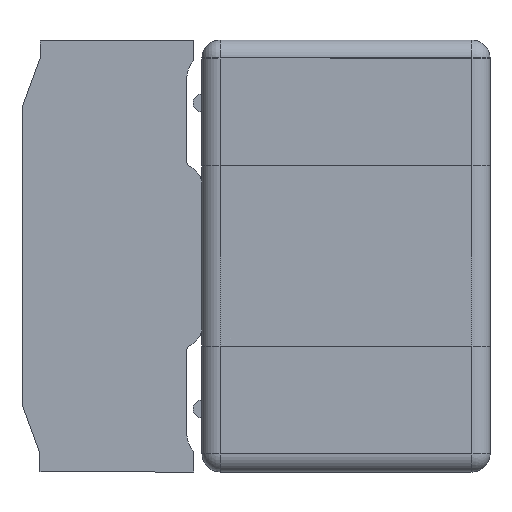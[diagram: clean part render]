
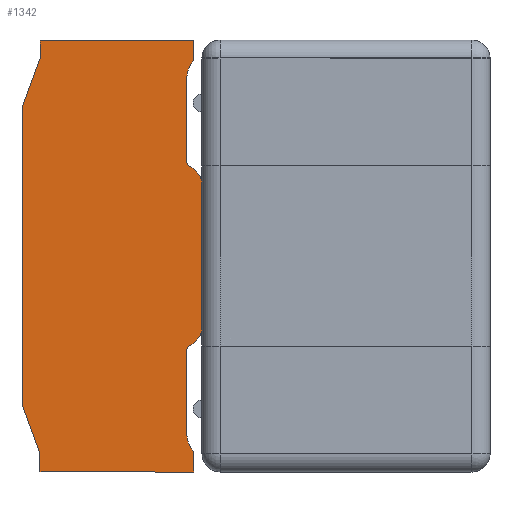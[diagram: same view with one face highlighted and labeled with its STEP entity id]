
A CAD part, left-side view. The second image highlights one B-rep face of the part: STEP entity #1342.
In plain terms, the highlighted planar face has unit normal (-1, 0, 0).
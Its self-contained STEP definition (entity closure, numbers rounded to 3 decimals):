
#25 = VERTEX_POINT ( 'NONE', #3911 ) ;
#38 = VECTOR ( 'NONE', #884, 1000. ) ;
#172 = AXIS2_PLACEMENT_3D ( 'NONE', #11431, #5560, #6458 ) ;
#402 = DIRECTION ( 'NONE',  ( 0., 0., -1. ) ) ;
#601 = EDGE_CURVE ( 'NONE', #5355, #1655, #6046, .T. ) ;
#634 = EDGE_CURVE ( 'NONE', #7259, #7314, #2588, .T. ) ;
#651 = CARTESIAN_POINT ( 'NONE',  ( -1., 0.842, -0.496 ) ) ;
#660 = ORIENTED_EDGE ( 'NONE', *, *, #634, .T. ) ;
#699 = DIRECTION ( 'NONE',  ( 0., -0.342, -0.94 ) ) ;
#884 = DIRECTION ( 'NONE',  ( 0., 0., 1. ) ) ;
#1255 = ORIENTED_EDGE ( 'NONE', *, *, #2227, .T. ) ;
#1296 = VECTOR ( 'NONE', #10403, 1000. ) ;
#1342 = ADVANCED_FACE ( 'NONE', ( #1713 ), #5755, .F. ) ;
#1383 = CARTESIAN_POINT ( 'NONE',  ( -1., 0.8, 0.196 ) ) ;
#1405 = CARTESIAN_POINT ( 'NONE',  ( -1., 0.842, -0.262 ) ) ;
#1435 = VERTEX_POINT ( 'NONE', #6342 ) ;
#1561 = VERTEX_POINT ( 'NONE', #3784 ) ;
#1629 = VECTOR ( 'NONE', #12473, 1000. ) ;
#1655 = VERTEX_POINT ( 'NONE', #11701 ) ;
#1713 = FACE_OUTER_BOUND ( 'NONE', #8598, .T. ) ;
#1912 = CARTESIAN_POINT ( 'NONE',  ( -1., 0.826, -0.262 ) ) ;
#2036 = VECTOR ( 'NONE', #6194, 1000. ) ;
#2069 = CIRCLE ( 'NONE', #4927, 0.067 ) ;
#2227 = EDGE_CURVE ( 'NONE', #1435, #6126, #2069, .T. ) ;
#2245 = AXIS2_PLACEMENT_3D ( 'NONE', #3425, #6364, #4260 ) ;
#2320 = ORIENTED_EDGE ( 'NONE', *, *, #9639, .T. ) ;
#2328 = VECTOR ( 'NONE', #12399, 1000. ) ;
#2375 = ORIENTED_EDGE ( 'NONE', *, *, #2696, .T. ) ;
#2481 = DIRECTION ( 'NONE',  ( 0., 0., -1. ) ) ;
#2588 = CIRCLE ( 'NONE', #2245, 0.056 ) ;
#2591 = CARTESIAN_POINT ( 'NONE',  ( -1., 0.822, 0.543 ) ) ;
#2662 = VECTOR ( 'NONE', #402, 1000. ) ;
#2696 = EDGE_CURVE ( 'NONE', #5533, #12479, #11774, .T. ) ;
#2721 = VERTEX_POINT ( 'NONE', #9427 ) ;
#2743 = AXIS2_PLACEMENT_3D ( 'NONE', #1912, #11554, #9718 ) ;
#2792 = ORIENTED_EDGE ( 'NONE', *, *, #6370, .T. ) ;
#2858 = EDGE_CURVE ( 'NONE', #2721, #25, #9032, .T. ) ;
#3026 = CARTESIAN_POINT ( 'NONE',  ( -1., 1.25, 0.55 ) ) ;
#3051 = CARTESIAN_POINT ( 'NONE',  ( -1., 0.822, -0.6 ) ) ;
#3305 = CARTESIAN_POINT ( 'NONE',  ( -1., 0.822, 0.543 ) ) ;
#3425 = CARTESIAN_POINT ( 'NONE',  ( -1., 0.856, -0.196 ) ) ;
#3583 = DIRECTION ( 'NONE',  ( 0., 1., 0. ) ) ;
#3605 = EDGE_CURVE ( 'NONE', #4005, #5355, #9786, .T. ) ;
#3682 = CARTESIAN_POINT ( 'NONE',  ( -1., 1.25, -0.55 ) ) ;
#3737 = DIRECTION ( 'NONE',  ( 1., 0., 0. ) ) ;
#3784 = CARTESIAN_POINT ( 'NONE',  ( -1., 1.3, 0.413 ) ) ;
#3793 = ORIENTED_EDGE ( 'NONE', *, *, #2858, .T. ) ;
#3852 = VERTEX_POINT ( 'NONE', #11791 ) ;
#3911 = CARTESIAN_POINT ( 'NONE',  ( -1., 1.25, -0.6 ) ) ;
#4002 = ORIENTED_EDGE ( 'NONE', *, *, #5688, .T. ) ;
#4005 = VERTEX_POINT ( 'NONE', #9582 ) ;
#4023 = EDGE_CURVE ( 'NONE', #7314, #9824, #9775, .T. ) ;
#4235 = VERTEX_POINT ( 'NONE', #5936 ) ;
#4260 = DIRECTION ( 'NONE',  ( 0., 0., -1. ) ) ;
#4350 = CARTESIAN_POINT ( 'NONE',  ( -1., 0.832, -0.247 ) ) ;
#4367 = CARTESIAN_POINT ( 'NONE',  ( -1., 1.3, -0.413 ) ) ;
#4708 = CARTESIAN_POINT ( 'NONE',  ( -1., 0.822, 0.6 ) ) ;
#4745 = ORIENTED_EDGE ( 'NONE', *, *, #6165, .T. ) ;
#4759 = CARTESIAN_POINT ( 'NONE',  ( -1., 0.8, 0.6 ) ) ;
#4785 = CIRCLE ( 'NONE', #7074, 0.067 ) ;
#4927 = AXIS2_PLACEMENT_3D ( 'NONE', #9692, #10651, #9604 ) ;
#5088 = CARTESIAN_POINT ( 'NONE',  ( -1., 0.842, 0.262 ) ) ;
#5250 = DIRECTION ( 'NONE',  ( 0., 0., 1. ) ) ;
#5355 = VERTEX_POINT ( 'NONE', #10934 ) ;
#5449 = VECTOR ( 'NONE', #5250, 1000. ) ;
#5522 = ORIENTED_EDGE ( 'NONE', *, *, #8405, .T. ) ;
#5533 = VERTEX_POINT ( 'NONE', #651 ) ;
#5560 = DIRECTION ( 'NONE',  ( -1., 0., 0. ) ) ;
#5614 = ORIENTED_EDGE ( 'NONE', *, *, #3605, .T. ) ;
#5640 = ORIENTED_EDGE ( 'NONE', *, *, #12258, .T. ) ;
#5688 = EDGE_CURVE ( 'NONE', #12243, #1435, #7207, .T. ) ;
#5755 = PLANE ( 'NONE',  #9974 ) ;
#5759 = VECTOR ( 'NONE', #2481, 1000. ) ;
#5936 = CARTESIAN_POINT ( 'NONE',  ( -1., 0.832, 0.247 ) ) ;
#5941 = LINE ( 'NONE', #11138, #2036 ) ;
#6008 = DIRECTION ( 'NONE',  ( 0., -1., 0. ) ) ;
#6046 = LINE ( 'NONE', #7989, #5759 ) ;
#6097 = VECTOR ( 'NONE', #699, 1000. ) ;
#6113 = ORIENTED_EDGE ( 'NONE', *, *, #601, .T. ) ;
#6126 = VERTEX_POINT ( 'NONE', #2591 ) ;
#6150 = CARTESIAN_POINT ( 'NONE',  ( -1., 0.822, -0.543 ) ) ;
#6165 = EDGE_CURVE ( 'NONE', #9824, #4235, #11013, .T. ) ;
#6194 = DIRECTION ( 'NONE',  ( 0., 0., -1. ) ) ;
#6342 = CARTESIAN_POINT ( 'NONE',  ( -1., 0.842, 0.496 ) ) ;
#6364 = DIRECTION ( 'NONE',  ( -1., 0., 0. ) ) ;
#6370 = EDGE_CURVE ( 'NONE', #6824, #5533, #4785, .T. ) ;
#6388 = LINE ( 'NONE', #10567, #38 ) ;
#6458 = DIRECTION ( 'NONE',  ( 0., 0., -1. ) ) ;
#6824 = VERTEX_POINT ( 'NONE', #6150 ) ;
#7074 = AXIS2_PLACEMENT_3D ( 'NONE', #10703, #7805, #8808 ) ;
#7132 = ORIENTED_EDGE ( 'NONE', *, *, #8460, .T. ) ;
#7207 = LINE ( 'NONE', #9621, #1629 ) ;
#7259 = VERTEX_POINT ( 'NONE', #4350 ) ;
#7314 = VERTEX_POINT ( 'NONE', #11162 ) ;
#7658 = EDGE_CURVE ( 'NONE', #1561, #11792, #5941, .T. ) ;
#7805 = DIRECTION ( 'NONE',  ( 1., 0., 0. ) ) ;
#7811 = EDGE_CURVE ( 'NONE', #11792, #2721, #9637, .T. ) ;
#7950 = LINE ( 'NONE', #3051, #10884 ) ;
#7989 = CARTESIAN_POINT ( 'NONE',  ( -1., 1.25, 0.6 ) ) ;
#8347 = ORIENTED_EDGE ( 'NONE', *, *, #7658, .T. ) ;
#8405 = EDGE_CURVE ( 'NONE', #3852, #6824, #6388, .T. ) ;
#8460 = EDGE_CURVE ( 'NONE', #1655, #1561, #10810, .T. ) ;
#8495 = CIRCLE ( 'NONE', #2743, 0.016 ) ;
#8598 = EDGE_LOOP ( 'NONE', ( #4745, #11695, #4002, #1255, #11422, #5614, #6113, #7132, #8347, #11641, #3793, #5640, #5522, #2792, #2375, #2320, #660, #10253 ) ) ;
#8724 = DIRECTION ( 'NONE',  ( 0., 0.342, -0.94 ) ) ;
#8808 = DIRECTION ( 'NONE',  ( 0., 0., -1. ) ) ;
#9032 = LINE ( 'NONE', #11544, #2662 ) ;
#9229 = CIRCLE ( 'NONE', #10801, 0.016 ) ;
#9427 = CARTESIAN_POINT ( 'NONE',  ( -1., 1.25, -0.55 ) ) ;
#9430 = EDGE_CURVE ( 'NONE', #6126, #4005, #10633, .T. ) ;
#9551 = CARTESIAN_POINT ( 'NONE',  ( -1., 0.826, 0.262 ) ) ;
#9575 = DIRECTION ( 'NONE',  ( 0., 0., -1. ) ) ;
#9582 = CARTESIAN_POINT ( 'NONE',  ( -1., 0.822, 0.6 ) ) ;
#9604 = DIRECTION ( 'NONE',  ( 0., 0., -1. ) ) ;
#9621 = CARTESIAN_POINT ( 'NONE',  ( -1., 0.842, 0.262 ) ) ;
#9637 = LINE ( 'NONE', #3682, #6097 ) ;
#9639 = EDGE_CURVE ( 'NONE', #12479, #7259, #8495, .T. ) ;
#9692 = CARTESIAN_POINT ( 'NONE',  ( -1., 0.775, 0.496 ) ) ;
#9718 = DIRECTION ( 'NONE',  ( 0., 0., -1. ) ) ;
#9775 = LINE ( 'NONE', #10559, #2328 ) ;
#9786 = LINE ( 'NONE', #4708, #11913 ) ;
#9824 = VERTEX_POINT ( 'NONE', #1383 ) ;
#9974 = AXIS2_PLACEMENT_3D ( 'NONE', #4759, #11605, #9575 ) ;
#10253 = ORIENTED_EDGE ( 'NONE', *, *, #4023, .T. ) ;
#10403 = DIRECTION ( 'NONE',  ( 0., 0., 1. ) ) ;
#10448 = CARTESIAN_POINT ( 'NONE',  ( -1., 0.842, -0.262 ) ) ;
#10513 = DIRECTION ( 'NONE',  ( 0., 0., -1. ) ) ;
#10559 = CARTESIAN_POINT ( 'NONE',  ( -1., 0.8, -0.196 ) ) ;
#10567 = CARTESIAN_POINT ( 'NONE',  ( -1., 0.822, -0.543 ) ) ;
#10633 = LINE ( 'NONE', #3305, #5449 ) ;
#10651 = DIRECTION ( 'NONE',  ( 1., 0., 0. ) ) ;
#10703 = CARTESIAN_POINT ( 'NONE',  ( -1., 0.775, -0.496 ) ) ;
#10801 = AXIS2_PLACEMENT_3D ( 'NONE', #9551, #3737, #10513 ) ;
#10810 = LINE ( 'NONE', #3026, #12499 ) ;
#10884 = VECTOR ( 'NONE', #6008, 1000. ) ;
#10934 = CARTESIAN_POINT ( 'NONE',  ( -1., 1.25, 0.6 ) ) ;
#11013 = CIRCLE ( 'NONE', #172, 0.056 ) ;
#11138 = CARTESIAN_POINT ( 'NONE',  ( -1., 1.3, 0.413 ) ) ;
#11162 = CARTESIAN_POINT ( 'NONE',  ( -1., 0.8, -0.196 ) ) ;
#11422 = ORIENTED_EDGE ( 'NONE', *, *, #9430, .T. ) ;
#11431 = CARTESIAN_POINT ( 'NONE',  ( -1., 0.856, 0.196 ) ) ;
#11544 = CARTESIAN_POINT ( 'NONE',  ( -1., 1.25, -0.6 ) ) ;
#11554 = DIRECTION ( 'NONE',  ( 1., 0., 0. ) ) ;
#11605 = DIRECTION ( 'NONE',  ( 1., 0., 0. ) ) ;
#11641 = ORIENTED_EDGE ( 'NONE', *, *, #7811, .T. ) ;
#11695 = ORIENTED_EDGE ( 'NONE', *, *, #12023, .T. ) ;
#11701 = CARTESIAN_POINT ( 'NONE',  ( -1., 1.25, 0.55 ) ) ;
#11774 = LINE ( 'NONE', #10448, #1296 ) ;
#11791 = CARTESIAN_POINT ( 'NONE',  ( -1., 0.822, -0.6 ) ) ;
#11792 = VERTEX_POINT ( 'NONE', #4367 ) ;
#11913 = VECTOR ( 'NONE', #3583, 1000. ) ;
#12023 = EDGE_CURVE ( 'NONE', #4235, #12243, #9229, .T. ) ;
#12243 = VERTEX_POINT ( 'NONE', #5088 ) ;
#12258 = EDGE_CURVE ( 'NONE', #25, #3852, #7950, .T. ) ;
#12399 = DIRECTION ( 'NONE',  ( 0., 0., 1. ) ) ;
#12473 = DIRECTION ( 'NONE',  ( 0., 0., 1. ) ) ;
#12479 = VERTEX_POINT ( 'NONE', #1405 ) ;
#12499 = VECTOR ( 'NONE', #8724, 1000. ) ;
